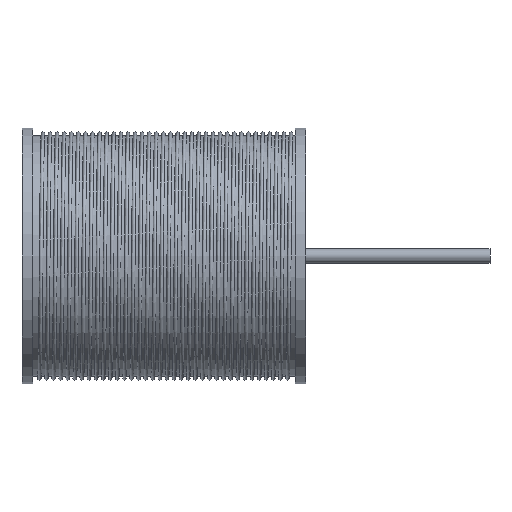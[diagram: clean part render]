
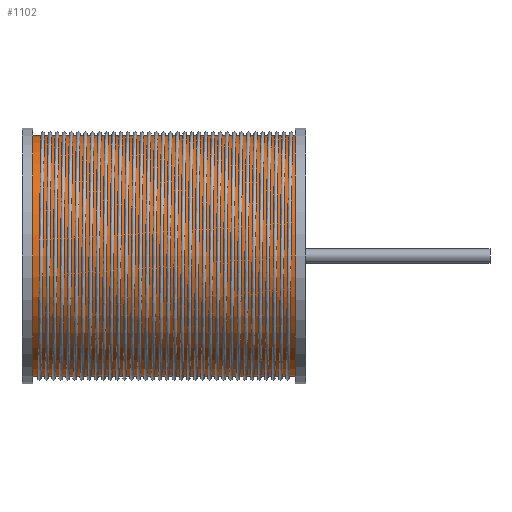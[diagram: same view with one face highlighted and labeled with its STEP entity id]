
A CAD part, front view. The second image highlights one B-rep face of the part: STEP entity #1102.
In plain terms, the highlighted cylindrical face has radius 8.5 mm (diameter 17 mm), a partial arc.
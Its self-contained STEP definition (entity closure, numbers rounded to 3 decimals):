
#394 = FACE_OUTER_BOUND ( 'NONE', #3991, .T. ) ;
#993 = CIRCLE ( 'NONE', #3199, 8.5 ) ;
#1014 = CIRCLE ( 'NONE', #3184, 8.5 ) ;
#1102 = ADVANCED_FACE ( 'NONE', ( #394 ), #8214, .T. ) ;
#1185 = EDGE_CURVE ( 'NONE', #6420, #6383, #10743, .T. ) ;
#1191 = EDGE_CURVE ( 'NONE', #6479, #6510, #10761, .T. ) ;
#1227 = EDGE_CURVE ( 'NONE', #6479, #6420, #1014, .T. ) ;
#1252 = EDGE_CURVE ( 'NONE', #6510, #6383, #993, .T. ) ;
#1942 = CARTESIAN_POINT ( 'NONE',  ( 0.75, 0., 0. ) ) ;
#1946 = DIRECTION ( 'NONE',  ( -1., 0., 0. ) ) ;
#1947 = DIRECTION ( 'NONE',  ( 0., 0., 1. ) ) ;
#2099 = CARTESIAN_POINT ( 'NONE',  ( 0.75, 0., 8.5 ) ) ;
#2136 = CARTESIAN_POINT ( 'NONE',  ( 19.25, 0., 8.5 ) ) ;
#2172 = CARTESIAN_POINT ( 'NONE',  ( 19.25, 0., -8.5 ) ) ;
#2201 = CARTESIAN_POINT ( 'NONE',  ( 0.75, 0., -8.5 ) ) ;
#2790 = CARTESIAN_POINT ( 'NONE',  ( 19.25, 0., 0. ) ) ;
#2797 = DIRECTION ( 'NONE',  ( -1., 0., 0. ) ) ;
#2798 = DIRECTION ( 'NONE',  ( 0., 0., 1. ) ) ;
#3184 = AXIS2_PLACEMENT_3D ( 'NONE', #2790, #2797, #2798 ) ;
#3199 = AXIS2_PLACEMENT_3D ( 'NONE', #1942, #1946, #1947 ) ;
#3991 = EDGE_LOOP ( 'NONE', ( #7378, #7298, #7323, #7198 ) ) ;
#6383 = VERTEX_POINT ( 'NONE', #2099 ) ;
#6420 = VERTEX_POINT ( 'NONE', #2136 ) ;
#6479 = VERTEX_POINT ( 'NONE', #2172 ) ;
#6510 = VERTEX_POINT ( 'NONE', #2201 ) ;
#7018 = VECTOR ( 'NONE', #10745, 1000. ) ;
#7030 = VECTOR ( 'NONE', #10763, 1000. ) ;
#7198 = ORIENTED_EDGE ( 'NONE', *, *, #1252, .F. ) ;
#7298 = ORIENTED_EDGE ( 'NONE', *, *, #1227, .T. ) ;
#7323 = ORIENTED_EDGE ( 'NONE', *, *, #1185, .T. ) ;
#7378 = ORIENTED_EDGE ( 'NONE', *, *, #1191, .F. ) ;
#8214 = CYLINDRICAL_SURFACE ( 'NONE', #8228, 8.5 ) ;
#8228 = AXIS2_PLACEMENT_3D ( 'NONE', #8586, #8587, #8588 ) ;
#8586 = CARTESIAN_POINT ( 'NONE',  ( 0., 0., 0. ) ) ;
#8587 = DIRECTION ( 'NONE',  ( -1., 0., 0. ) ) ;
#8588 = DIRECTION ( 'NONE',  ( 0., 0., 1. ) ) ;
#10743 = LINE ( 'NONE', #10744, #7018 ) ;
#10744 = CARTESIAN_POINT ( 'NONE',  ( 0., 0., 8.5 ) ) ;
#10745 = DIRECTION ( 'NONE',  ( -1., 0., 0. ) ) ;
#10761 = LINE ( 'NONE', #10762, #7030 ) ;
#10762 = CARTESIAN_POINT ( 'NONE',  ( 0., 0., -8.5 ) ) ;
#10763 = DIRECTION ( 'NONE',  ( -1., 0., 0. ) ) ;
